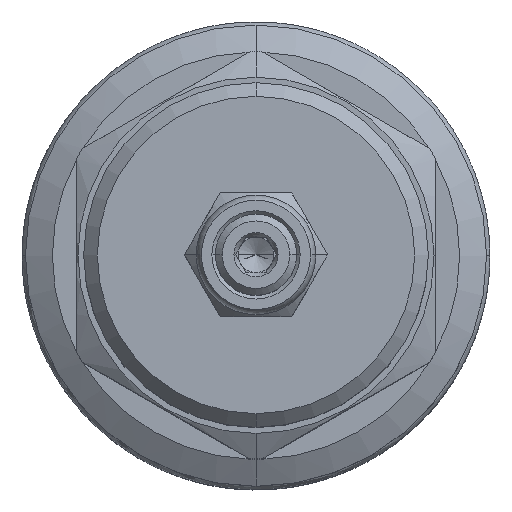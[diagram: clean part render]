
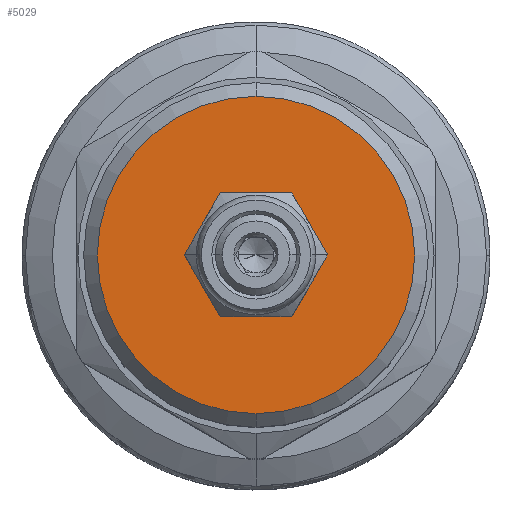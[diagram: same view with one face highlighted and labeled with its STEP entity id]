
A CAD part, top view. The second image highlights one B-rep face of the part: STEP entity #5029.
In plain terms, the highlighted planar face has unit normal (0, 0, 1).
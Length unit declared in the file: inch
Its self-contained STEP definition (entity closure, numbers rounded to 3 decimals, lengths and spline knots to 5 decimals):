
#1462=CARTESIAN_POINT('',(0.,0.,6.468));
#1463=DIRECTION('',(0.,0.,1.));
#1464=DIRECTION('',(0.,-1.,0.));
#1465=AXIS2_PLACEMENT_3D('',#1462,#1463,#1464);
#1480=CARTESIAN_POINT('',(0.,0.,6.468));
#1481=DIRECTION('',(0.,0.,1.));
#1482=DIRECTION('',(-1.,0.,0.));
#1483=AXIS2_PLACEMENT_3D('',#1480,#1481,#1482);
#1485=CARTESIAN_POINT('',(0.,0.,6.468));
#1486=DIRECTION('',(0.,0.,1.));
#1487=DIRECTION('',(1.,0.,0.));
#1488=AXIS2_PLACEMENT_3D('',#1485,#1486,#1487);
#1490=CARTESIAN_POINT('',(0.,0.,6.468));
#1491=DIRECTION('',(0.,0.,1.));
#1492=DIRECTION('',(0.,1.,0.));
#1493=AXIS2_PLACEMENT_3D('',#1490,#1491,#1492);
#2771=CARTESIAN_POINT('',(0.,0.719,6.468));
#2772=CARTESIAN_POINT('',(0.,-0.719,6.468));
#2773=VERTEX_POINT('',#2771);
#2774=VERTEX_POINT('',#2772);
#3011=CARTESIAN_POINT('',(-0.271,0.,6.468));
#3012=CARTESIAN_POINT('',(0.271,0.,6.468));
#3013=VERTEX_POINT('',#3011);
#3014=VERTEX_POINT('',#3012);
#5013=CARTESIAN_POINT('',(0.,0.,6.468));
#5014=DIRECTION('',(0.,0.,1.));
#5015=DIRECTION('',(0.,1.,0.));
#5016=AXIS2_PLACEMENT_3D('',#5013,#5014,#5015);
#5017=PLANE('',#5016);
#5018=ORIENTED_EDGE('',*,*,#5003,.F.);
#5020=ORIENTED_EDGE('',*,*,#5019,.F.);
#5021=EDGE_LOOP('',(#5018,#5020));
#5022=FACE_OUTER_BOUND('',#5021,.F.);
#5024=ORIENTED_EDGE('',*,*,#5023,.T.);
#5026=ORIENTED_EDGE('',*,*,#5025,.T.);
#5027=EDGE_LOOP('',(#5024,#5026));
#5028=FACE_BOUND('',#5027,.F.);
#5029=ADVANCED_FACE('',(#5022,#5028),#5017,.T.);
#1466=CIRCLE('',#1465,0.719);
#1484=CIRCLE('',#1483,0.271);
#1489=CIRCLE('',#1488,0.271);
#1494=CIRCLE('',#1493,0.719);
#5003=EDGE_CURVE('',#2774,#2773,#1466,.T.);
#5019=EDGE_CURVE('',#2773,#2774,#1494,.T.);
#5023=EDGE_CURVE('',#3013,#3014,#1484,.T.);
#5025=EDGE_CURVE('',#3014,#3013,#1489,.T.);
